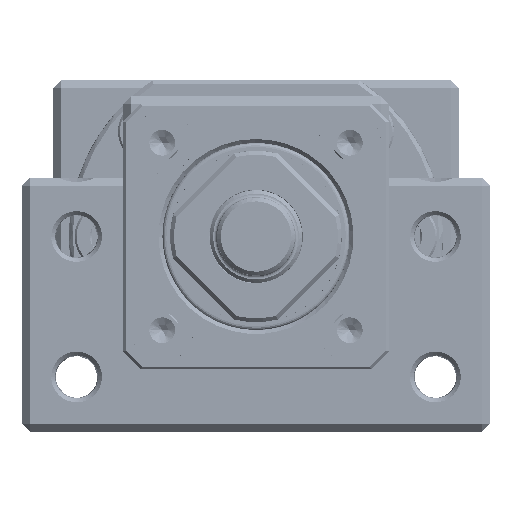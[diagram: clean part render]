
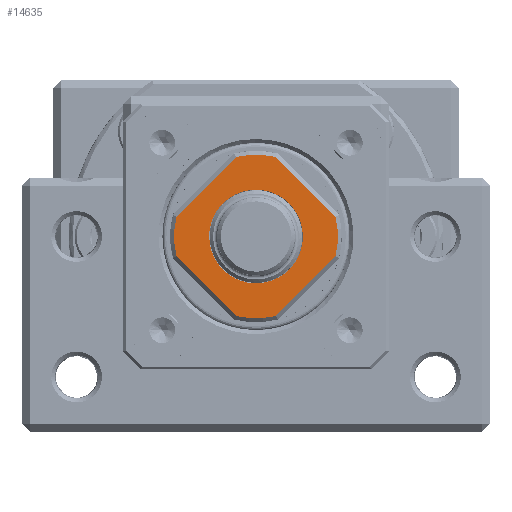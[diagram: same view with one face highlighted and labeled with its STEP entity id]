
A CAD part, front view. The second image highlights one B-rep face of the part: STEP entity #14635.
In plain terms, the highlighted free-form (B-spline) face has degree [1, 1] with [2, 2] control points.
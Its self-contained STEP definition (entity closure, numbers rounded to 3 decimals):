
#12227 = EDGE_CURVE('',#12228,#12230,#12232,.T.);
#12228 = VERTEX_POINT('',#12229);
#12229 = CARTESIAN_POINT('',(0.,-31.814,
    27.476));
#12230 = VERTEX_POINT('',#12231);
#12231 = CARTESIAN_POINT('',(-8.677,-31.814,
    36.152));
#12232 = ( BOUNDED_CURVE() B_SPLINE_CURVE(2,(#12233,#12234,#12235,#12236
,#12237),.UNSPECIFIED.,.F.,.F.) B_SPLINE_CURVE_WITH_KNOTS((3,2,3),(
    4.712,7.069,9.425),
.PIECEWISE_BEZIER_KNOTS.) CURVE() GEOMETRIC_REPRESENTATION_ITEM() 
RATIONAL_B_SPLINE_CURVE((1.,0.383,1.,0.383,1.)) 
REPRESENTATION_ITEM('') );
#12233 = CARTESIAN_POINT('',(0.,-31.814,
    27.476));
#12234 = CARTESIAN_POINT('',(20.947,-31.814,
    27.476));
#12235 = CARTESIAN_POINT('',(6.135,-31.814,
    42.287));
#12236 = CARTESIAN_POINT('',(-8.677,-31.814,
    57.099));
#12237 = CARTESIAN_POINT('',(-8.677,-31.814,
    36.152));
#13400 = EDGE_CURVE('',#13401,#13403,#13405,.T.);
#13401 = VERTEX_POINT('',#13402);
#13402 = CARTESIAN_POINT('',(-14.733,-31.814,
    32.48));
#13403 = VERTEX_POINT('',#13404);
#13404 = CARTESIAN_POINT('',(-14.733,-31.814,
    39.825));
#13405 = ( BOUNDED_CURVE() B_SPLINE_CURVE(2,(#13406,#13407,#13408),
.UNSPECIFIED.,.F.,.F.) B_SPLINE_CURVE_WITH_KNOTS((3,3),(6.039,
6.527),.PIECEWISE_BEZIER_KNOTS.) CURVE() 
GEOMETRIC_REPRESENTATION_ITEM() RATIONAL_B_SPLINE_CURVE((1.,
0.97,1.)) REPRESENTATION_ITEM('') );
#13406 = CARTESIAN_POINT('',(-14.733,-31.814,
    32.48));
#13407 = CARTESIAN_POINT('',(-15.649,-31.814,
    36.152));
#13408 = CARTESIAN_POINT('',(-14.733,-31.814,
    39.825));
#13730 = EDGE_CURVE('',#12230,#12228,#13731,.T.);
#13731 = ( BOUNDED_CURVE() B_SPLINE_CURVE(2,(#13732,#13733,#13734),
.UNSPECIFIED.,.F.,.F.) B_SPLINE_CURVE_WITH_KNOTS((3,3),(3.142,
4.712),.PIECEWISE_BEZIER_KNOTS.) CURVE() 
GEOMETRIC_REPRESENTATION_ITEM() RATIONAL_B_SPLINE_CURVE((1.,
0.707,1.)) REPRESENTATION_ITEM('') );
#13732 = CARTESIAN_POINT('',(-8.677,-31.814,
    36.152));
#13733 = CARTESIAN_POINT('',(-8.677,-31.814,
    27.476));
#13734 = CARTESIAN_POINT('',(0.,-31.814,
    27.476));
#14212 = VERTEX_POINT('',#14213);
#14213 = CARTESIAN_POINT('',(-3.673,-31.814,
    50.885));
#14219 = EDGE_CURVE('',#14220,#14212,#14222,.T.);
#14220 = VERTEX_POINT('',#14221);
#14221 = CARTESIAN_POINT('',(3.673,-31.814,
    50.885));
#14222 = ( BOUNDED_CURVE() B_SPLINE_CURVE(2,(#14223,#14224,#14225),
.UNSPECIFIED.,.F.,.F.) B_SPLINE_CURVE_WITH_KNOTS((3,3),(4.468,
4.957),.PIECEWISE_BEZIER_KNOTS.) CURVE() 
GEOMETRIC_REPRESENTATION_ITEM() RATIONAL_B_SPLINE_CURVE((1.,
0.97,1.)) REPRESENTATION_ITEM('') );
#14223 = CARTESIAN_POINT('',(3.673,-31.814,
    50.885));
#14224 = CARTESIAN_POINT('',(0.,-31.814,
    51.801));
#14225 = CARTESIAN_POINT('',(-3.673,-31.814,
    50.885));
#14624 = EDGE_CURVE('',#13403,#14212,#14625,.T.);
#14625 = B_SPLINE_CURVE_WITH_KNOTS('',1,(#14626,#14627),.UNSPECIFIED.,
  .F.,.F.,(2,2),(0.,10.817),
  .PIECEWISE_BEZIER_KNOTS.);
#14626 = CARTESIAN_POINT('',(-14.733,-31.814,
    39.825));
#14627 = CARTESIAN_POINT('',(-3.673,-31.814,
    50.885));
#14635 = ADVANCED_FACE('',(#14636,#14676),#14680,.F.);
#14636 = FACE_BOUND('',#14637,.T.);
#14637 = EDGE_LOOP('',(#14638,#14639,#14646,#14654,#14661,#14669,#14674,
    #14675));
#14638 = ORIENTED_EDGE('',*,*,#13400,.F.);
#14639 = ORIENTED_EDGE('',*,*,#14640,.F.);
#14640 = EDGE_CURVE('',#14641,#13401,#14643,.T.);
#14641 = VERTEX_POINT('',#14642);
#14642 = CARTESIAN_POINT('',(-3.673,-31.814,
    21.419));
#14643 = B_SPLINE_CURVE_WITH_KNOTS('',1,(#14644,#14645),.UNSPECIFIED.,
  .F.,.F.,(2,2),(0.,10.817),
  .PIECEWISE_BEZIER_KNOTS.);
#14644 = CARTESIAN_POINT('',(-3.673,-31.814,
    21.419));
#14645 = CARTESIAN_POINT('',(-14.733,-31.814,
    32.48));
#14646 = ORIENTED_EDGE('',*,*,#14647,.F.);
#14647 = EDGE_CURVE('',#14648,#14641,#14650,.T.);
#14648 = VERTEX_POINT('',#14649);
#14649 = CARTESIAN_POINT('',(3.673,-31.814,
    21.419));
#14650 = ( BOUNDED_CURVE() B_SPLINE_CURVE(2,(#14651,#14652,#14653),
.UNSPECIFIED.,.F.,.F.) B_SPLINE_CURVE_WITH_KNOTS((3,3),(4.468,
4.957),.PIECEWISE_BEZIER_KNOTS.) CURVE() 
GEOMETRIC_REPRESENTATION_ITEM() RATIONAL_B_SPLINE_CURVE((1.,
0.97,1.)) REPRESENTATION_ITEM('') );
#14651 = CARTESIAN_POINT('',(3.673,-31.814,
    21.419));
#14652 = CARTESIAN_POINT('',(0.,-31.814,
    20.504));
#14653 = CARTESIAN_POINT('',(-3.673,-31.814,
    21.419));
#14654 = ORIENTED_EDGE('',*,*,#14655,.F.);
#14655 = EDGE_CURVE('',#14656,#14648,#14658,.T.);
#14656 = VERTEX_POINT('',#14657);
#14657 = CARTESIAN_POINT('',(14.733,-31.814,
    32.48));
#14658 = B_SPLINE_CURVE_WITH_KNOTS('',1,(#14659,#14660),.UNSPECIFIED.,
  .F.,.F.,(2,2),(0.,10.817),
  .PIECEWISE_BEZIER_KNOTS.);
#14659 = CARTESIAN_POINT('',(14.733,-31.814,
    32.48));
#14660 = CARTESIAN_POINT('',(3.673,-31.814,
    21.419));
#14661 = ORIENTED_EDGE('',*,*,#14662,.F.);
#14662 = EDGE_CURVE('',#14663,#14656,#14665,.T.);
#14663 = VERTEX_POINT('',#14664);
#14664 = CARTESIAN_POINT('',(14.733,-31.814,
    39.825));
#14665 = ( BOUNDED_CURVE() B_SPLINE_CURVE(2,(#14666,#14667,#14668),
.UNSPECIFIED.,.F.,.F.) B_SPLINE_CURVE_WITH_KNOTS((3,3),(2.897,
3.386),.PIECEWISE_BEZIER_KNOTS.) CURVE() 
GEOMETRIC_REPRESENTATION_ITEM() RATIONAL_B_SPLINE_CURVE((1.,
0.97,1.)) REPRESENTATION_ITEM('') );
#14666 = CARTESIAN_POINT('',(14.733,-31.814,
    39.825));
#14667 = CARTESIAN_POINT('',(15.649,-31.814,
    36.152));
#14668 = CARTESIAN_POINT('',(14.733,-31.814,
    32.48));
#14669 = ORIENTED_EDGE('',*,*,#14670,.F.);
#14670 = EDGE_CURVE('',#14220,#14663,#14671,.T.);
#14671 = B_SPLINE_CURVE_WITH_KNOTS('',1,(#14672,#14673),.UNSPECIFIED.,
  .F.,.F.,(2,2),(0.,10.817),
  .PIECEWISE_BEZIER_KNOTS.);
#14672 = CARTESIAN_POINT('',(3.673,-31.814,
    50.885));
#14673 = CARTESIAN_POINT('',(14.733,-31.814,
    39.825));
#14674 = ORIENTED_EDGE('',*,*,#14219,.T.);
#14675 = ORIENTED_EDGE('',*,*,#14624,.F.);
#14676 = FACE_BOUND('',#14677,.T.);
#14677 = EDGE_LOOP('',(#14678,#14679));
#14678 = ORIENTED_EDGE('',*,*,#12227,.F.);
#14679 = ORIENTED_EDGE('',*,*,#13730,.F.);
#14680 = B_SPLINE_SURFACE_WITH_KNOTS('',1,1,(
    (#14681,#14682)
    ,(#14683,#14684
    )),.UNSPECIFIED.,.F.,.F.,.F.,(2,2),(2,2),(0.126,21.126),(0.126,
    21.126),.PIECEWISE_BEZIER_KNOTS.);
#14681 = CARTESIAN_POINT('',(15.184,-31.814,
    51.336));
#14682 = CARTESIAN_POINT('',(-15.184,-31.814,
    51.336));
#14683 = CARTESIAN_POINT('',(15.184,-31.814,
    20.968));
#14684 = CARTESIAN_POINT('',(-15.184,-31.814,
    20.968));
